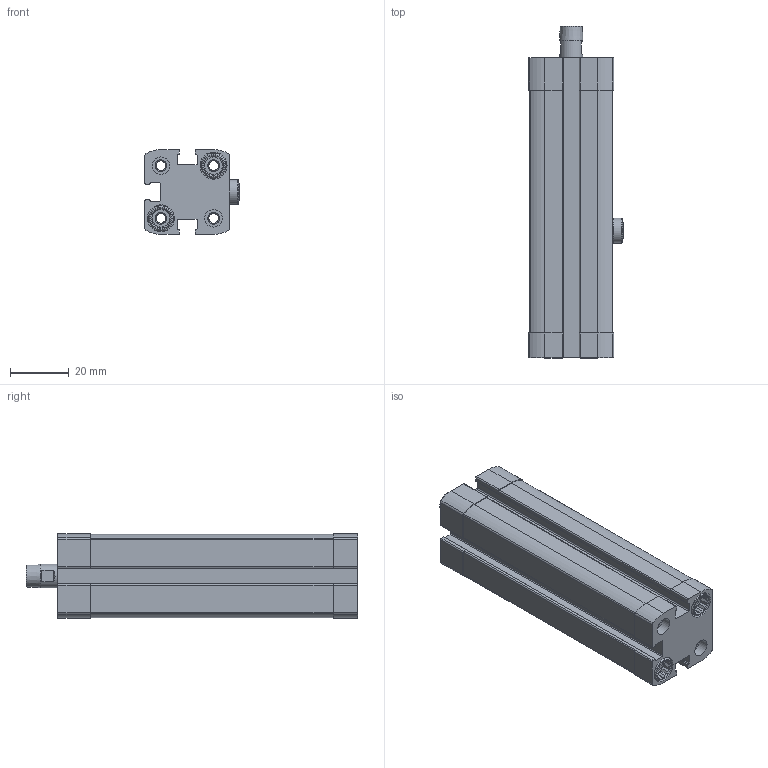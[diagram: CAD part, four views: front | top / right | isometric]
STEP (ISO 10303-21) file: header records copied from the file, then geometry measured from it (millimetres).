
FILE_DESCRIPTION(/* description */ ('STEP AP214'),/* implementation_level */ '2;1');
FILE_NAME(/* name */ '535437_CLR-16-20-R-P-A',/* time_stamp */ '2024-07-31T10:38:36+02:00',/* author */ ('License CC BY-ND 4.0'),/* organization */ ('CADENAS'),/* preprocessor_version */ 'ST-DEVELOPER v19.3',/* originating_system */ 'PARTsolutions',/* authorisation */ ' ');
FILE_SCHEMA (('AUTOMOTIVE_DESIGN {1 0 10303 214 3 1 1}'));
Length unit declared in the file: millimetre
Products named in the file (4): 535437 CLR-16-20-R-P-A---(0); 535437 CLR-16-20-R-P-A---(0_1_0_0)---(ZR); 535437 CLR-16-20-R-P-A---(KS); 669848 CLR-16---(FS)
Assembly tree (3 placements, depth 2):
  535437 CLR-16-20-R-P-A---(0)
    535437 CLR-16-20-R-P-A---(0_1_0_0)---(ZR)
    535437 CLR-16-20-R-P-A---(KS)
    669848 CLR-16---(FS)
Bounding box: 32.25 x 113.4 x 29 mm (x, y, z)
Volume: 58662.4 mm3; surface area: 30269.1 mm2
Topology: 3 solids, 3 shells, 350 faces, 885 edges, 577 vertices
Faces by surface type: plane 206, cylinder 103, cone 36, torus 4, sphere 1
Full cylindrical faces by diameter (mm): 2.9 x2, 3.242 x10, 4 x1, 4.134 x2, 4.6 x1, 5.6 x4, 6 x8, 7.3 x1, 8 x2, 8.5 x5, 9.2 x4, 16 x1
Entity records: 10189 total; most frequent: CARTESIAN_POINT 2006, DIRECTION 1654, ORIENTED_EDGE 1576, EDGE_CURVE 788, AXIS2_PLACEMENT_3D 609, VERTEX_POINT 566, FACE_BOUND 482, EDGE_LOOP 478
